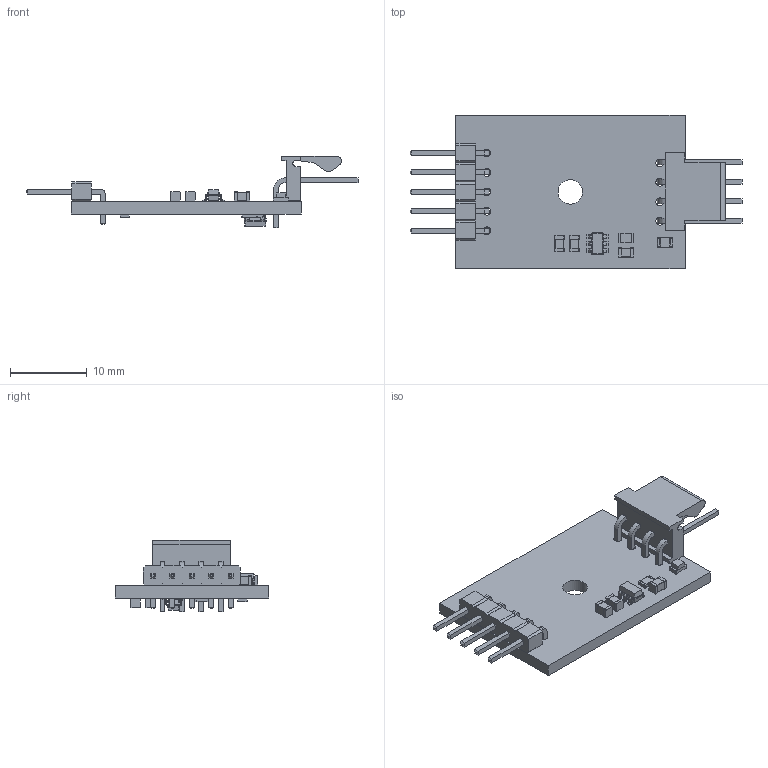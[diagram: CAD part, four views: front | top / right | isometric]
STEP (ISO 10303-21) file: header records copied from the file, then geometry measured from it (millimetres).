
FILE_DESCRIPTION(('KiCad electronic assembly'),'2;1');
FILE_NAME('GateDriverControlTransmitter.step','2025-01-31T12:01:10',( 'Pcbnew'),('Kicad'),'Open CASCADE STEP processor 7.7', 'KiCad to STEP converter','Unknown');
FILE_SCHEMA(('AUTOMOTIVE_DESIGN { 1 0 10303 214 1 1 1 1 }'));
Length unit declared in the file: millimetre
Products named in the file (16): GateDriverControlTransmitter 1; SOT-23-6; SOT_23_6; C_0805_2012Metric; PinHeader_1x05_P2.54mm_Horizontal; PinHeader_1x05_P254mm_Horizontal; LED_0805_2012Metric; c-0640457-04-s-3d; C-0640457-04-3; R_0805_2012Metric; SOT-23-5; SOT_23_5; GateDriverControlTransmitter_PCB
Assembly tree (22 placements, depth 3):
  GateDriverControlTransmitter 1
    SOT-23-6
      SOT_23_6
    C_0805_2012Metric  x5
      C_0805_2012Metric
    PinHeader_1x05_P2.54mm_Horizontal
      PinHeader_1x05_P254mm_Horizontal
    LED_0805_2012Metric
      LED_0805_2012Metric
    c-0640457-04-s-3d
      C-0640457-04-3
    R_0805_2012Metric  x4
      R_0805_2012Metric
    SOT-23-5
      SOT_23_5
    GateDriverControlTransmitter_PCB
Bounding box: 43.38 x 20 x 9.4 mm (x, y, z)
Volume: 1262.3 mm3; surface area: 2316.2 mm2
Topology: 15 solids, 15 shells, 759 faces, 1944 edges, 1244 vertices
Faces by surface type: plane 530, cylinder 170, bspline 59
Full cylindrical faces by diameter (mm): 1 x5, 1.016 x4, 3.2 x1
Entity records: 20484 total; most frequent: CARTESIAN_POINT 3205, ORIENTED_EDGE 2904, DIRECTION 2650, EDGE_CURVE 1452, LINE 1192, VECTOR 1192, VERTEX_POINT 920, AXIS2_PLACEMENT_3D 729
